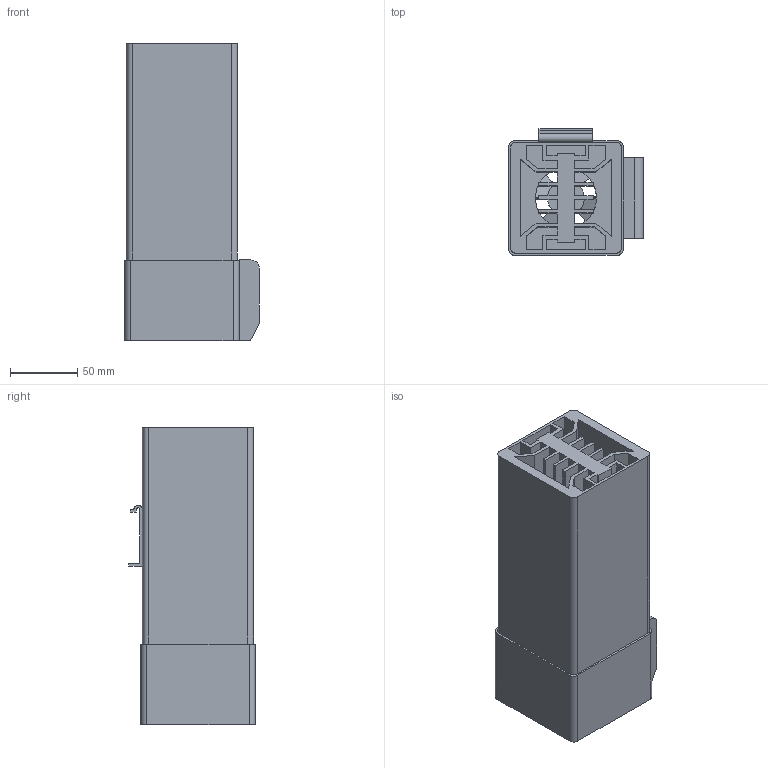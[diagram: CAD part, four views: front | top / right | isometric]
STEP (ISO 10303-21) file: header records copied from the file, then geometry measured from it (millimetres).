
FILE_DESCRIPTION(('starvars output'),'2;1');
FILE_NAME('cv20100510022208000094283.stp','02:22:08 2010/05/10',( 'Thomas Industrial Network Germany GmbH'),( 'Thomas Industrial Network Germany GmbH'),'unknown preprocess','ACIS' ,'unknown authorization');
FILE_SCHEMA(('AUTOMOTIVE_DESIGN_CC2 {UNKNOWN IMPLEMENTATION LEVEL}'));
Length unit declared in the file: millimetre
Products named in the file (1): PRODUCT_ID_10
Bounding box: 100.08 x 93.97 x 220.98 mm (x, y, z)
Volume: 881390.8 mm3; surface area: 270583.5 mm2
Topology: 1 solids, 1 shells, 231 faces, 703 edges, 456 vertices
Faces by surface type: plane 186, cylinder 45
Entity records: 8442 total; most frequent: ORIENTED_EDGE 1406, CARTESIAN_POINT 1080, DIRECTION 849, EDGE_CURVE 703, VERTEX_POINT 456, VECTOR 399, LINE 399, EDGE_LOOP 265
